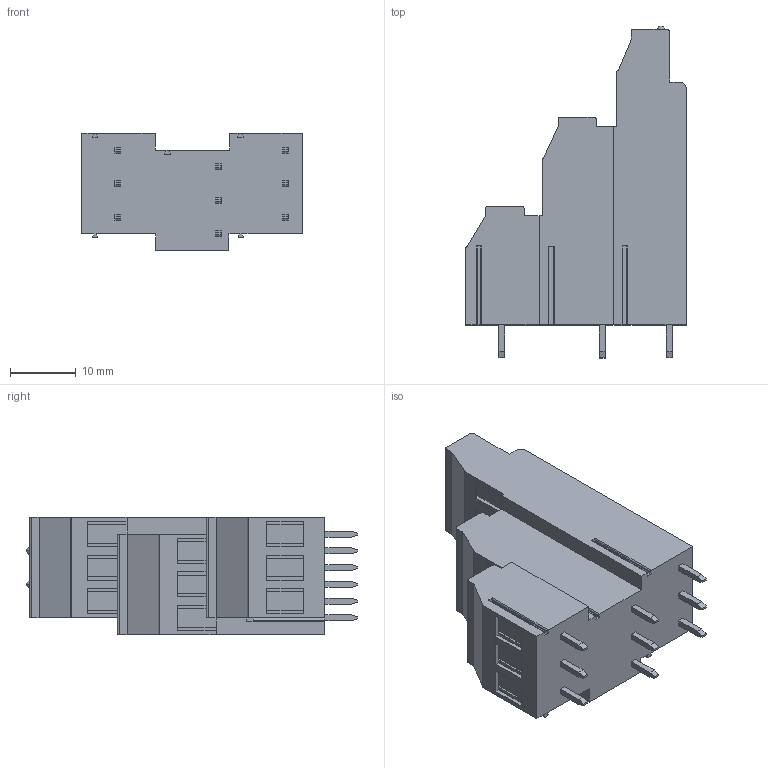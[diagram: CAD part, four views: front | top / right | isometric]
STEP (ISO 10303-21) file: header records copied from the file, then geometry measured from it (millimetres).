
FILE_DESCRIPTION((''),'2;1');
FILE_NAME('TL324VH3-XXP-XS','2025-01-09T17:02:25',('yanfa'),(''),'CREO PARAMETRIC BY PTC INC, 2018100','CREO PARAMETRIC BY PTC INC, 2018100','');
FILE_SCHEMA(('CONFIG_CONTROL_DESIGN','SHAPE_APPEARANCE_LAYERS_GROUPS'));
Length unit declared in the file: millimetre
Products named in the file (1): TL324VH3-XXP-XS
Bounding box: 33.4 x 50.3 x 17.78 mm (x, y, z)
Volume: 14271.2 mm3; surface area: 5749.8 mm2
Topology: 1 solids, 9 shells, 425 faces, 1137 edges, 749 vertices
Faces by surface type: plane 341, cylinder 62, torus 18, sphere 4
Entity records: 13267 total; most frequent: CARTESIAN_POINT 2505, ORIENTED_EDGE 2266, DIRECTION 2133, EDGE_CURVE 1133, VECTOR 911, LINE 911, VERTEX_POINT 749, AXIS2_PLACEMENT_3D 611
